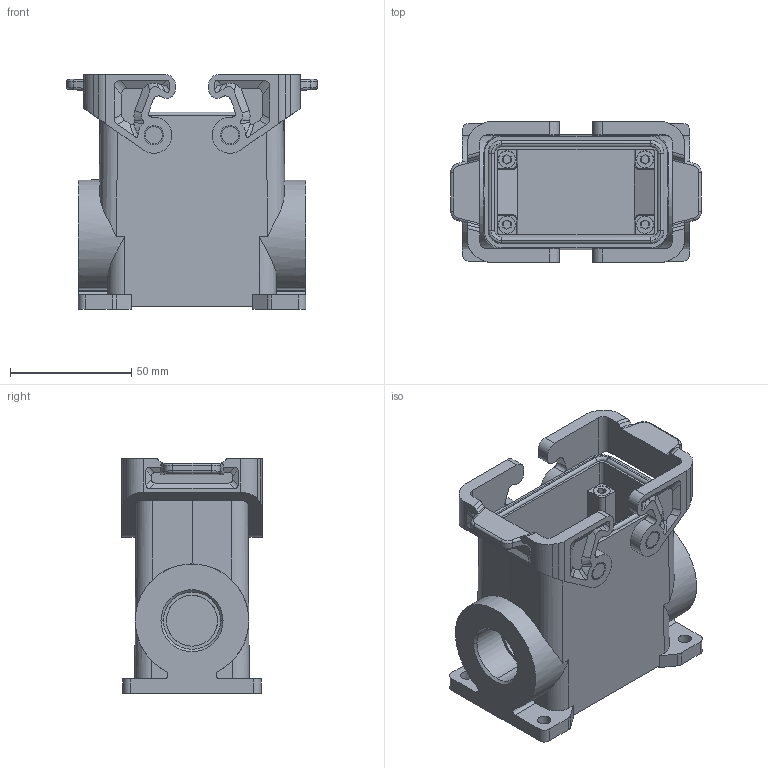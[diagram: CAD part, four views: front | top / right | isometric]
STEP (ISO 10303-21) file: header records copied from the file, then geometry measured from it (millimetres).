
FILE_DESCRIPTION(('Creo Elements/Direct Modeling STEP Export'),'2;1');
FILE_NAME('0ln7uvk5tn746mm2880','2023-11-14T14:16:53',(''),(''),'Creo Elements/Direct Modeling STEP processor for AP214 (Solid Model)','Creo Elements/Direct Modeling 20.1B 02-Apr-2019 (C) Parametric Technology GmbH','');
FILE_SCHEMA(('AUTOMOTIVE_DESIGN { 1 0 10303 214 1 1 1 1 }'));
Length unit declared in the file: millimetre
Products named in the file (2): TMAP 10.25
Assembly tree (1 placements, depth 2):
  TMAP 10.25
    TMAP 10.25
Bounding box: 103.5 x 58 x 96.9 mm (x, y, z)
Volume: 184314.7 mm3; surface area: 60457.3 mm2
Topology: 1 solids, 1 shells, 414 faces, 1136 edges, 750 vertices
Faces by surface type: plane 204, cylinder 158, bspline 20, torus 20, cone 12
Entity records: 23725 total; most frequent: CARTESIAN_POINT 10062, ORIENTED_EDGE 2272, DIRECTION 2043, EDGE_CURVE 1136, VERTEX_POINT 750, AXIS2_PLACEMENT_3D 691, VECTOR 661, LINE 661
